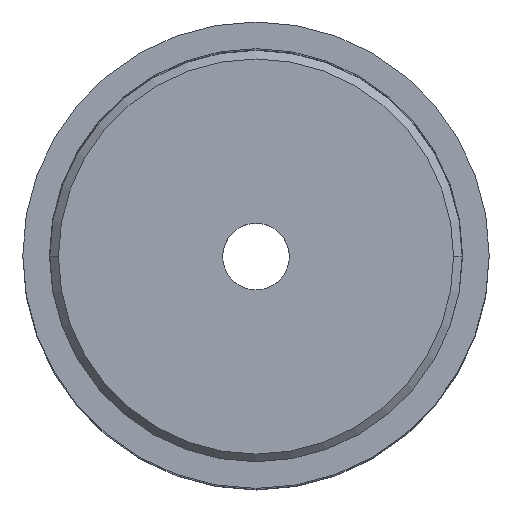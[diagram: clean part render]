
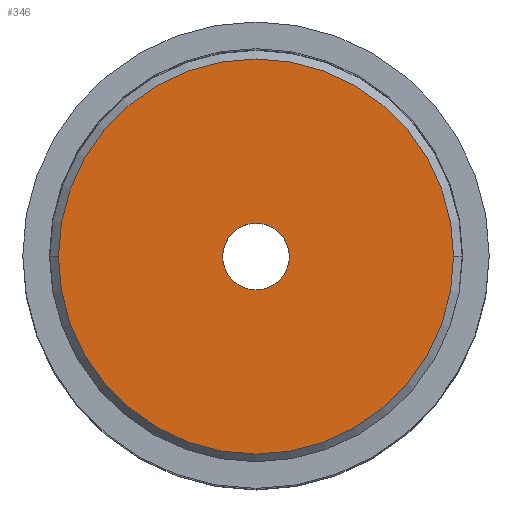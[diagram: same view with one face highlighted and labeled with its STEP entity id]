
A CAD part, top view. The second image highlights one B-rep face of the part: STEP entity #346.
In plain terms, the highlighted face is planar.
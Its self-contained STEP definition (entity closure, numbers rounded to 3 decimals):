
#199=CARTESIAN_POINT('',(0.,0.,0.));
#200=DIRECTION('',(0.,1.,0.));
#201=DIRECTION('',(1.,0.,0.));
#202=AXIS2_PLACEMENT_3D('',#199,#200,#201);
#204=CARTESIAN_POINT('',(0.,0.,0.));
#205=DIRECTION('',(0.,-1.,0.));
#206=DIRECTION('',(1.,0.,0.));
#207=AXIS2_PLACEMENT_3D('',#204,#205,#206);
#209=CARTESIAN_POINT('',(0.,0.,0.));
#210=DIRECTION('',(0.,1.,0.));
#211=DIRECTION('',(1.,0.,0.));
#212=AXIS2_PLACEMENT_3D('',#209,#210,#211);
#214=CARTESIAN_POINT('',(0.,0.,0.));
#215=DIRECTION('',(0.,1.,0.));
#216=DIRECTION('',(-1.,0.,0.));
#217=AXIS2_PLACEMENT_3D('',#214,#215,#216);
#306=CARTESIAN_POINT('',(2.5,0.,0.));
#308=VERTEX_POINT('',#306);
#314=CARTESIAN_POINT('',(-2.5,0.,0.));
#316=VERTEX_POINT('',#314);
#325=CARTESIAN_POINT('',(14.825,0.,0.));
#326=CARTESIAN_POINT('',(-14.825,0.,0.));
#327=VERTEX_POINT('',#325);
#328=VERTEX_POINT('',#326);
#329=CARTESIAN_POINT('',(0.,0.,0.));
#330=DIRECTION('',(0.,-1.,0.));
#331=DIRECTION('',(-1.,0.,0.));
#332=AXIS2_PLACEMENT_3D('',#329,#330,#331);
#333=PLANE('',#332);
#335=ORIENTED_EDGE('',*,*,#334,.T.);
#337=ORIENTED_EDGE('',*,*,#336,.T.);
#338=EDGE_LOOP('',(#335,#337));
#339=FACE_OUTER_BOUND('',#338,.F.);
#341=ORIENTED_EDGE('',*,*,#340,.F.);
#343=ORIENTED_EDGE('',*,*,#342,.T.);
#344=EDGE_LOOP('',(#341,#343));
#345=FACE_BOUND('',#344,.F.);
#346=ADVANCED_FACE('',(#339,#345),#333,.T.);
#203=CIRCLE('',#202,2.5);
#208=CIRCLE('',#207,2.5);
#213=CIRCLE('',#212,14.825);
#218=CIRCLE('',#217,14.825);
#334=EDGE_CURVE('',#327,#328,#213,.T.);
#336=EDGE_CURVE('',#328,#327,#218,.T.);
#340=EDGE_CURVE('',#308,#316,#203,.T.);
#342=EDGE_CURVE('',#308,#316,#208,.T.);
